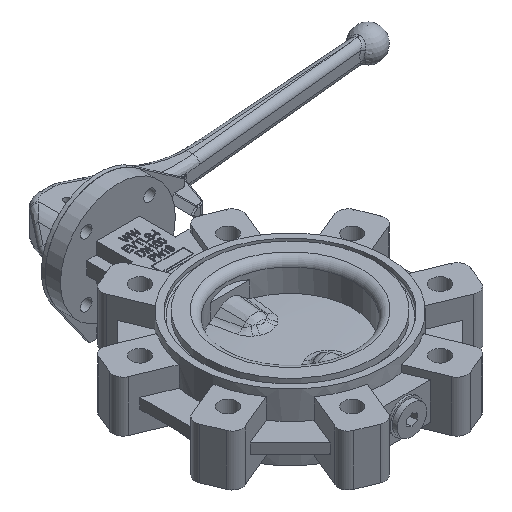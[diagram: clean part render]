
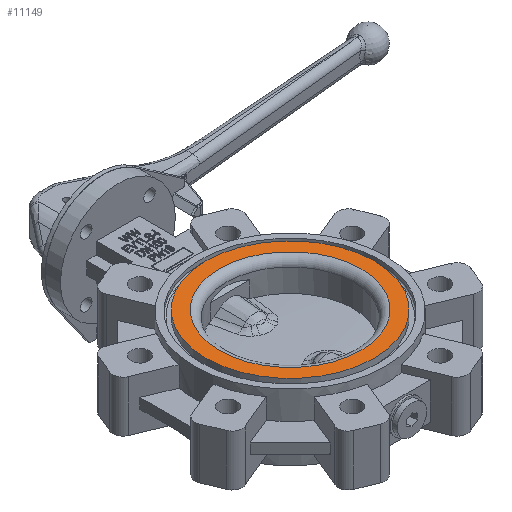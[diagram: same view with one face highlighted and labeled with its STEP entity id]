
A CAD part, isometric view. The second image highlights one B-rep face of the part: STEP entity #11149.
In plain terms, the highlighted planar face has unit normal (0, 0, 1).
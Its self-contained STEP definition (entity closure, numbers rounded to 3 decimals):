
#134=FACE_BOUND('',#1936,.T.);
#343=PLANE('',#12102);
#1266=FACE_OUTER_BOUND('',#1935,.T.);
#1935=EDGE_LOOP('',(#8957));
#1936=EDGE_LOOP('',(#8958));
#4603=CIRCLE('',#12022,55.5);
#4604=CIRCLE('',#12024,66.);
#5138=VERTEX_POINT('',#19534);
#5139=VERTEX_POINT('',#19538);
#6412=EDGE_CURVE('',#5138,#5138,#4603,.T.);
#6413=EDGE_CURVE('',#5139,#5139,#4604,.T.);
#8957=ORIENTED_EDGE('',*,*,#6413,.T.);
#8958=ORIENTED_EDGE('',*,*,#6412,.F.);
#11149=ADVANCED_FACE('',(#1266,#134),#343,.F.);
#12022=AXIS2_PLACEMENT_3D('',#19536,#13645,#13646);
#12024=AXIS2_PLACEMENT_3D('',#19539,#13649,#13650);
#12102=AXIS2_PLACEMENT_3D('',#20933,#14040,#14041);
#13645=DIRECTION('center_axis',(0.,0.,1.));
#13646=DIRECTION('ref_axis',(1.,0.,0.));
#13649=DIRECTION('center_axis',(0.,0.,1.));
#13650=DIRECTION('ref_axis',(1.,0.,0.));
#14040=DIRECTION('center_axis',(0.,0.,-1.));
#14041=DIRECTION('ref_axis',(-1.,0.,0.));
#19534=CARTESIAN_POINT('',(-55.5,0.,27.));
#19536=CARTESIAN_POINT('Origin',(0.,0.,27.));
#19538=CARTESIAN_POINT('',(-66.,0.,27.));
#19539=CARTESIAN_POINT('Origin',(0.,0.,27.));
#20933=CARTESIAN_POINT('Origin',(0.,55.5,27.));
